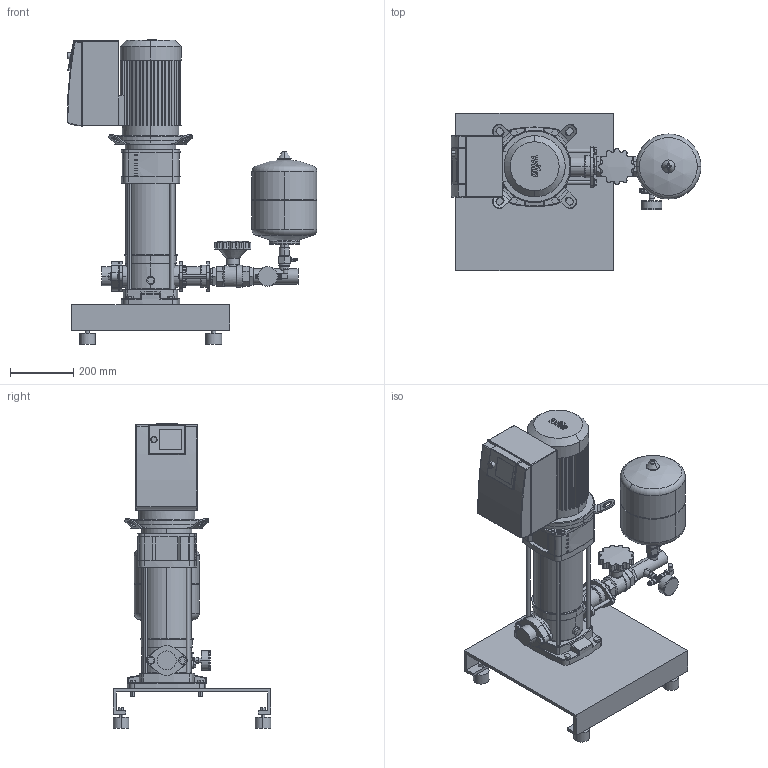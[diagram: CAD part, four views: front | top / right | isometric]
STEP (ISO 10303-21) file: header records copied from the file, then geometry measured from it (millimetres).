
FILE_DESCRIPTION((''),'2;1');
FILE_NAME('3d_SiBoostSmart1HelixVE1603_3kW-2537329.stp','2015-08-24T10:45:58',(''),(''),'Mechanical Desktop 2009','Mechanical Desktop 2009',', , ');
FILE_SCHEMA(('CONFIG_CONTROL_DESIGN'));
Length unit declared in the file: millimetre
Products named in the file (1): Product
Bounding box: 792 x 500 x 965.2 mm (x, y, z)
Volume: 42707577.6 mm3; surface area: 2892188.6 mm2
Topology: 58 solids, 58 shells, 1453 faces, 3573 edges, 2306 vertices
Faces by surface type: bspline 437, cylinder 421, plane 418, cone 82, torus 78, sphere 17
Entity records: 49406 total; most frequent: CARTESIAN_POINT 15497, ORIENTED_EDGE 7122, DIRECTION 6869, EDGE_CURVE 3561, AXIS2_PLACEMENT_3D 2511, VERTEX_POINT 2306, VECTOR 1847, LINE 1847
